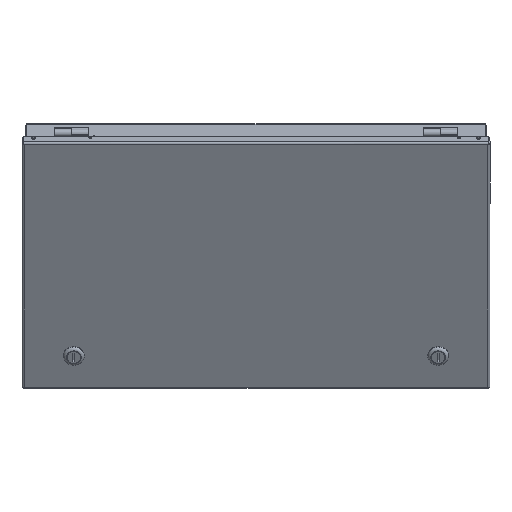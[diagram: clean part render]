
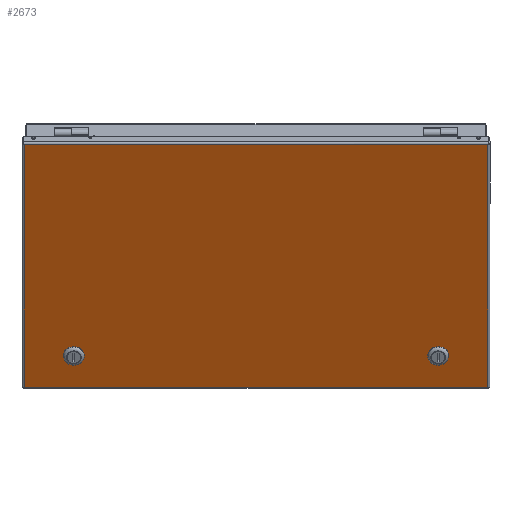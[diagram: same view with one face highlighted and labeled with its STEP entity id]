
A CAD part, top view. The second image highlights one B-rep face of the part: STEP entity #2673.
In plain terms, the highlighted face is planar.
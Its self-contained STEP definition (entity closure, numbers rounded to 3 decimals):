
#2673 = ADVANCED_FACE( '', ( #6642, #6643, #6644 ), #6645, .T. );
#6642 = FACE_BOUND( '', #15301, .T. );
#6643 = FACE_BOUND( '', #15302, .T. );
#6644 = FACE_OUTER_BOUND( '', #15303, .T. );
#6645 = PLANE( '', #15304 );
#15301 = EDGE_LOOP( '', ( #47424, #47425, #47426, #47427 ) );
#15302 = EDGE_LOOP( '', ( #47428, #47429, #47430, #47431 ) );
#15303 = EDGE_LOOP( '', ( #47432, #47433, #47434, #47435 ) );
#15304 = AXIS2_PLACEMENT_3D( '', #47436, #47437, #47438 );
#47424 = ORIENTED_EDGE( '', *, *, #65960, .F. );
#47425 = ORIENTED_EDGE( '', *, *, #65961, .F. );
#47426 = ORIENTED_EDGE( '', *, *, #65962, .F. );
#47427 = ORIENTED_EDGE( '', *, *, #65963, .F. );
#47428 = ORIENTED_EDGE( '', *, *, #65964, .F. );
#47429 = ORIENTED_EDGE( '', *, *, #65965, .F. );
#47430 = ORIENTED_EDGE( '', *, *, #65966, .F. );
#47431 = ORIENTED_EDGE( '', *, *, #65967, .F. );
#47432 = ORIENTED_EDGE( '', *, *, #65968, .T. );
#47433 = ORIENTED_EDGE( '', *, *, #65733, .F. );
#47434 = ORIENTED_EDGE( '', *, *, #65969, .T. );
#47435 = ORIENTED_EDGE( '', *, *, #65970, .T. );
#47436 = CARTESIAN_POINT( '', ( 0., 0., 1.524 ) );
#47437 = DIRECTION( '', ( 0., 0., 1. ) );
#47438 = DIRECTION( '', ( 1., 0., 0. ) );
#65733 = EDGE_CURVE( '', #72212, #72214, #72215, .T. );
#65960 = EDGE_CURVE( '', #72603, #72604, #72605, .T. );
#65961 = EDGE_CURVE( '', #72606, #72603, #72607, .T. );
#65962 = EDGE_CURVE( '', #72608, #72606, #72609, .T. );
#65963 = EDGE_CURVE( '', #72604, #72608, #72610, .T. );
#65964 = EDGE_CURVE( '', #72611, #72612, #72613, .T. );
#65965 = EDGE_CURVE( '', #72614, #72611, #72615, .T. );
#65966 = EDGE_CURVE( '', #72616, #72614, #72617, .T. );
#65967 = EDGE_CURVE( '', #72612, #72616, #72618, .T. );
#65968 = EDGE_CURVE( '', #72619, #72214, #72620, .T. );
#65969 = EDGE_CURVE( '', #72212, #72621, #72622, .T. );
#65970 = EDGE_CURVE( '', #72621, #72619, #72623, .T. );
#72212 = VERTEX_POINT( '', #83320 );
#72214 = VERTEX_POINT( '', #83331 );
#72215 = LINE( '', #83332, #83333 );
#72603 = VERTEX_POINT( '', #84487 );
#72604 = VERTEX_POINT( '', #84488 );
#72605 = CIRCLE( '', #84489, 9.716 );
#72606 = VERTEX_POINT( '', #84490 );
#72607 = LINE( '', #84491, #84492 );
#72608 = VERTEX_POINT( '', #84493 );
#72609 = CIRCLE( '', #84494, 9.716 );
#72610 = LINE( '', #84495, #84496 );
#72611 = VERTEX_POINT( '', #84497 );
#72612 = VERTEX_POINT( '', #84498 );
#72613 = CIRCLE( '', #84499, 9.716 );
#72614 = VERTEX_POINT( '', #84500 );
#72615 = LINE( '', #84501, #84502 );
#72616 = VERTEX_POINT( '', #84503 );
#72617 = CIRCLE( '', #84504, 9.716 );
#72618 = LINE( '', #84505, #84506 );
#72619 = VERTEX_POINT( '', #84507 );
#72620 = LINE( '', #84508, #84509 );
#72621 = VERTEX_POINT( '', #84510 );
#72622 = LINE( '', #84511, #84512 );
#72623 = LINE( '', #84513, #84514 );
#83320 = CARTESIAN_POINT( '', ( 255.651, 154.318, 1.524 ) );
#83331 = CARTESIAN_POINT( '', ( 255.651, -154.318, 1.524 ) );
#83332 = CARTESIAN_POINT( '', ( 255.651, 154.318, 1.524 ) );
#83333 = VECTOR( '', #104866, 1000. );
#84487 = CARTESIAN_POINT( '', ( 195.516, -105.677, 1.524 ) );
#84488 = CARTESIAN_POINT( '', ( 195.516, -121.933, 1.524 ) );
#84489 = AXIS2_PLACEMENT_3D( '', #104977, #104978, #104979 );
#84490 = CARTESIAN_POINT( '', ( 206.16, -105.677, 1.524 ) );
#84491 = CARTESIAN_POINT( '', ( 195.516, -105.677, 1.524 ) );
#84492 = VECTOR( '', #104980, 1000. );
#84493 = CARTESIAN_POINT( '', ( 206.16, -121.933, 1.524 ) );
#84494 = AXIS2_PLACEMENT_3D( '', #104981, #104982, #104983 );
#84495 = CARTESIAN_POINT( '', ( 195.516, -121.933, 1.524 ) );
#84496 = VECTOR( '', #104984, 1000. );
#84497 = CARTESIAN_POINT( '', ( -206.16, -105.677, 1.524 ) );
#84498 = CARTESIAN_POINT( '', ( -206.16, -121.933, 1.524 ) );
#84499 = AXIS2_PLACEMENT_3D( '', #104985, #104986, #104987 );
#84500 = CARTESIAN_POINT( '', ( -195.516, -105.677, 1.524 ) );
#84501 = CARTESIAN_POINT( '', ( -206.16, -105.677, 1.524 ) );
#84502 = VECTOR( '', #104988, 1000. );
#84503 = CARTESIAN_POINT( '', ( -195.516, -121.933, 1.524 ) );
#84504 = AXIS2_PLACEMENT_3D( '', #104989, #104990, #104991 );
#84505 = CARTESIAN_POINT( '', ( -206.16, -121.933, 1.524 ) );
#84506 = VECTOR( '', #104992, 1000. );
#84507 = CARTESIAN_POINT( '', ( -255.651, -154.318, 1.524 ) );
#84508 = CARTESIAN_POINT( '', ( 255.651, -154.318, 1.524 ) );
#84509 = VECTOR( '', #104993, 1000. );
#84510 = CARTESIAN_POINT( '', ( -255.651, 154.318, 1.524 ) );
#84511 = CARTESIAN_POINT( '', ( -257.988, 154.318, 1.524 ) );
#84512 = VECTOR( '', #104994, 1000. );
#84513 = CARTESIAN_POINT( '', ( -255.651, -156.655, 1.524 ) );
#84514 = VECTOR( '', #104995, 1000. );
#104866 = DIRECTION( '', ( 0., -1., 0. ) );
#104977 = CARTESIAN_POINT( '', ( 200.838, -113.805, 1.524 ) );
#104978 = DIRECTION( '', ( 0., 0., 1. ) );
#104979 = DIRECTION( '', ( 0., 1., 0. ) );
#104980 = DIRECTION( '', ( -1., 0., 0. ) );
#104981 = CARTESIAN_POINT( '', ( 200.838, -113.805, 1.524 ) );
#104982 = DIRECTION( '', ( 0., 0., 1. ) );
#104983 = DIRECTION( '', ( 0., 1., 0. ) );
#104984 = DIRECTION( '', ( 1., 0., 0. ) );
#104985 = CARTESIAN_POINT( '', ( -200.838, -113.805, 1.524 ) );
#104986 = DIRECTION( '', ( 0., 0., 1. ) );
#104987 = DIRECTION( '', ( 0., 1., 0. ) );
#104988 = DIRECTION( '', ( -1., 0., 0. ) );
#104989 = CARTESIAN_POINT( '', ( -200.838, -113.805, 1.524 ) );
#104990 = DIRECTION( '', ( 0., 0., 1. ) );
#104991 = DIRECTION( '', ( 0., 1., 0. ) );
#104992 = DIRECTION( '', ( 1., 0., 0. ) );
#104993 = DIRECTION( '', ( 1., 0., 0. ) );
#104994 = DIRECTION( '', ( -1., 0., 0. ) );
#104995 = DIRECTION( '', ( 0., -1., 0. ) );
